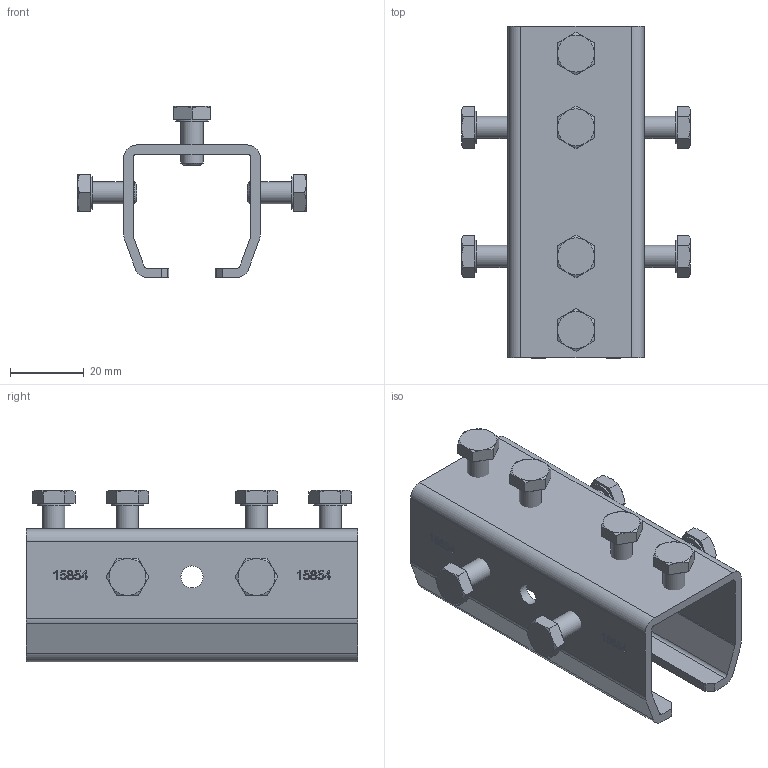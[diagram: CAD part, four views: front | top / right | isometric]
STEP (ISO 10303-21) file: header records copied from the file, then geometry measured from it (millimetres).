
FILE_DESCRIPTION(/* description */ ('Manchon de Raccordement 9010'),/* implementation_level */ '2;1');
FILE_NAME(/* name */ '9011M.stp',/* time_stamp */ '2019-08-23T08:55:08+02:00',/* author */ ('DIDIERR'),/* organization */ (''),/* preprocessor_version */ 'ST-DEVELOPER v17.2',/* originating_system */ 'Autodesk Inventor 2019',/* authorisation */ '');
FILE_SCHEMA (('AUTOMOTIVE_DESIGN { 1 0 10303 214 3 1 1 }'));
Length unit declared in the file: millimetre
Products named in the file (3): 9011M; 15854; 04563
Assembly tree (9 placements, depth 2):
  9011M
    15854
    04563  x8
Bounding box: 62 x 90 x 46.5 mm (x, y, z)
Volume: 30633.1 mm3; surface area: 25854.7 mm2
Topology: 9 solids, 9 shells, 458 faces, 1152 edges, 762 vertices
Faces by surface type: plane 264, bspline 72, cylinder 66, cone 56
Full cylindrical faces by diameter (mm): 1.151 x2, 1.25 x2, 4.917 x8, 6 x10, 8.88 x8
Entity records: 10788 total; most frequent: CARTESIAN_POINT 2904, ORIENTED_EDGE 1716, DIRECTION 1353, EDGE_CURVE 858, LINE 581, VECTOR 581, VERTEX_POINT 573, AXIS2_PLACEMENT_3D 386
